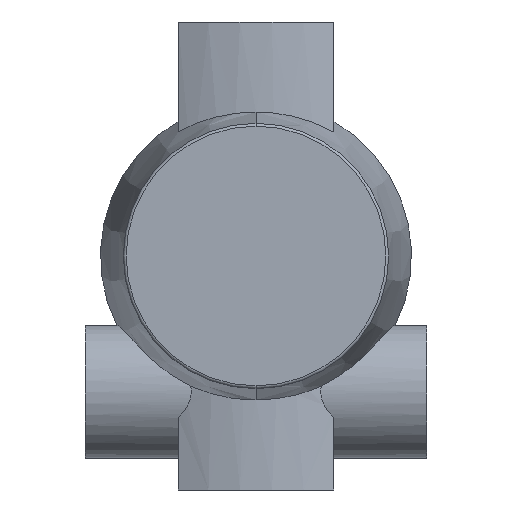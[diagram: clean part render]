
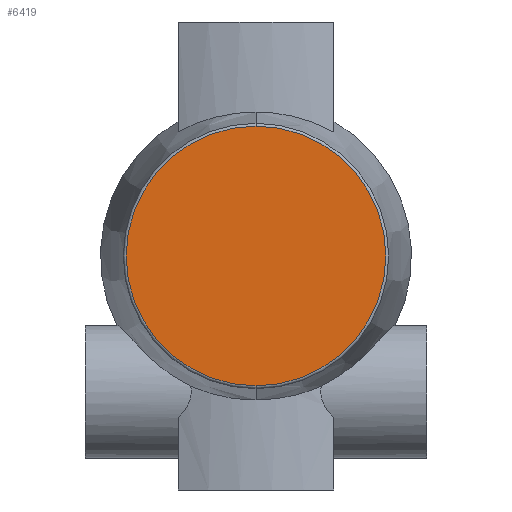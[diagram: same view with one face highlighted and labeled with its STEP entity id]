
A CAD part, front view. The second image highlights one B-rep face of the part: STEP entity #6419.
In plain terms, the highlighted planar face has unit normal (0, -1, 0).
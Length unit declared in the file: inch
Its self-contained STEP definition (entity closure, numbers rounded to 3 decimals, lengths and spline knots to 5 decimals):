
#492 = CIRCLE ( 'NONE', #1261, 0.9265 ) ;
#973 = PLANE ( 'NONE',  #6708 ) ;
#1261 = AXIS2_PLACEMENT_3D ( 'NONE', #5094, #6697, #2851 ) ;
#1290 = DIRECTION ( 'NONE',  ( 0., -1., 0. ) ) ;
#1505 = VERTEX_POINT ( 'NONE', #7661 ) ;
#2277 = FACE_OUTER_BOUND ( 'NONE', #6900, .T. ) ;
#2467 = DIRECTION ( 'NONE',  ( 0., 1., 0. ) ) ;
#2566 = CARTESIAN_POINT ( 'NONE',  ( 0., -1.52, 0. ) ) ;
#2851 = DIRECTION ( 'NONE',  ( 0., 0., 1. ) ) ;
#3287 = CIRCLE ( 'NONE', #7206, 0.9265 ) ;
#4626 = ORIENTED_EDGE ( 'NONE', *, *, #5097, .T. ) ;
#5094 = CARTESIAN_POINT ( 'NONE',  ( 0., -1.52, 0. ) ) ;
#5097 = EDGE_CURVE ( 'NONE', #7436, #1505, #492, .T. ) ;
#5258 = EDGE_CURVE ( 'NONE', #1505, #7436, #3287, .T. ) ;
#5513 = CARTESIAN_POINT ( 'NONE',  ( 0., -1.52, 0.9265 ) ) ;
#6419 = ADVANCED_FACE ( 'NONE', ( #2277 ), #973, .F. ) ;
#6697 = DIRECTION ( 'NONE',  ( 0., -1., 0. ) ) ;
#6708 = AXIS2_PLACEMENT_3D ( 'NONE', #2566, #2467, #9218 ) ;
#6900 = EDGE_LOOP ( 'NONE', ( #4626, #7806 ) ) ;
#7206 = AXIS2_PLACEMENT_3D ( 'NONE', #8515, #1290, #9335 ) ;
#7436 = VERTEX_POINT ( 'NONE', #5513 ) ;
#7661 = CARTESIAN_POINT ( 'NONE',  ( 0., -1.52, -0.9265 ) ) ;
#7806 = ORIENTED_EDGE ( 'NONE', *, *, #5258, .T. ) ;
#8515 = CARTESIAN_POINT ( 'NONE',  ( 0., -1.52, 0. ) ) ;
#9218 = DIRECTION ( 'NONE',  ( 0., 0., 1. ) ) ;
#9335 = DIRECTION ( 'NONE',  ( 0., 0., 1. ) ) ;
